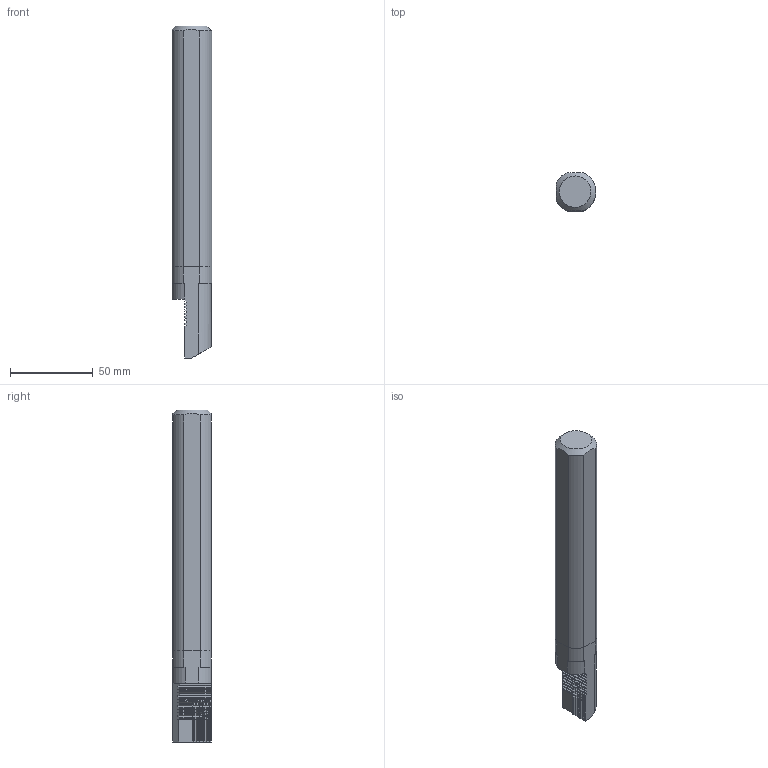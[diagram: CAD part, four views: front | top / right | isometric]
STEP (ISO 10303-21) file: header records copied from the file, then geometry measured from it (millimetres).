
FILE_DESCRIPTION(/* description */ (''),/* implementation_level */ '2;1');
FILE_NAME(/* name */ 'A25R-FR-V21.stp',/* time_stamp */ '2018-04-11T16:02:52+06:00',/* author */ (''),/* organization */ (''),/* preprocessor_version */ 'ST-DEVELOPER v16',/* originating_system */ 'SIEMENS PLM Software NX 11.0',/* authorisation */ '');
FILE_SCHEMA (('AUTOMOTIVE_DESIGN { 1 0 10303 214 3 1 1 1 }'));
Length unit declared in the file: millimetre
Products named in the file (1): A25R-FR-V21
Bounding box: 23.98 x 22.98 x 200 mm (x, y, z)
Volume: 86975.6 mm3; surface area: 17065.9 mm2
Topology: 2 solids, 2 shells, 230 faces, 674 edges, 451 vertices
Faces by surface type: plane 130, cone 61, cylinder 39
Entity records: 7839 total; most frequent: CARTESIAN_POINT 1965, ORIENTED_EDGE 1344, DIRECTION 1030, EDGE_CURVE 672, VERTEX_POINT 450, LINE 404, VECTOR 404, AXIS2_PLACEMENT_3D 313
